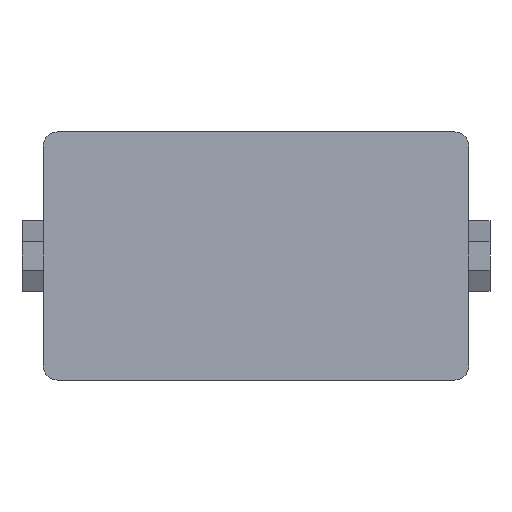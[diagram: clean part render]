
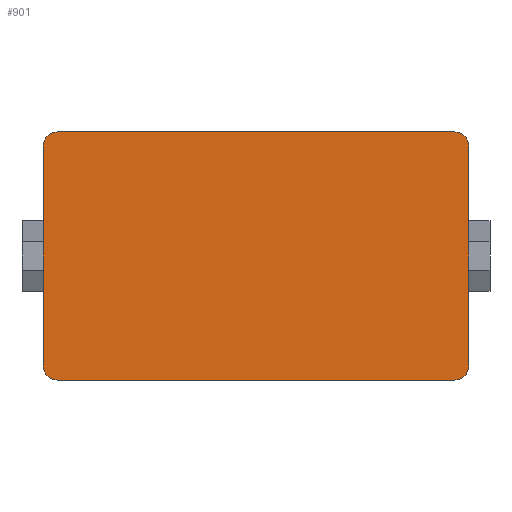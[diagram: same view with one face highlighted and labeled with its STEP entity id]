
A CAD part, front view. The second image highlights one B-rep face of the part: STEP entity #901.
In plain terms, the highlighted planar face has unit normal (0, -1, 0).
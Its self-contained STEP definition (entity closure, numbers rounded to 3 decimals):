
#42=PLANE('',#982);
#88=FACE_OUTER_BOUND('',#137,.T.);
#137=EDGE_LOOP('',(#696,#697,#698,#699,#700,#701,#702,#703,#704,#705,#706,
#707));
#203=LINE('',#1376,#307);
#207=LINE('',#1384,#311);
#210=LINE('',#1390,#314);
#211=LINE('',#1394,#315);
#212=LINE('',#1396,#316);
#213=LINE('',#1398,#317);
#214=LINE('',#1402,#318);
#215=LINE('',#1404,#319);
#307=VECTOR('',#1123,10.);
#311=VECTOR('',#1127,10.);
#314=VECTOR('',#1132,10.);
#315=VECTOR('',#1135,10.);
#316=VECTOR('',#1136,10.);
#317=VECTOR('',#1137,10.);
#318=VECTOR('',#1140,10.);
#319=VECTOR('',#1143,10.);
#397=CIRCLE('',#980,0.2);
#398=CIRCLE('',#983,0.2);
#399=CIRCLE('',#984,0.2);
#400=CIRCLE('',#985,0.2);
#438=VERTEX_POINT('',#1369);
#439=VERTEX_POINT('',#1371);
#440=VERTEX_POINT('',#1375);
#443=VERTEX_POINT('',#1381);
#444=VERTEX_POINT('',#1383);
#446=VERTEX_POINT('',#1389);
#447=VERTEX_POINT('',#1391);
#448=VERTEX_POINT('',#1393);
#449=VERTEX_POINT('',#1395);
#450=VERTEX_POINT('',#1397);
#451=VERTEX_POINT('',#1399);
#452=VERTEX_POINT('',#1401);
#535=EDGE_CURVE('',#438,#439,#397,.T.);
#537=EDGE_CURVE('',#440,#439,#203,.T.);
#541=EDGE_CURVE('',#444,#443,#207,.T.);
#544=EDGE_CURVE('',#438,#446,#210,.T.);
#545=EDGE_CURVE('',#447,#446,#398,.T.);
#546=EDGE_CURVE('',#447,#448,#211,.T.);
#547=EDGE_CURVE('',#448,#449,#212,.T.);
#548=EDGE_CURVE('',#449,#450,#213,.T.);
#549=EDGE_CURVE('',#451,#450,#399,.T.);
#550=EDGE_CURVE('',#451,#452,#214,.T.);
#551=EDGE_CURVE('',#444,#452,#400,.T.);
#552=EDGE_CURVE('',#443,#440,#215,.T.);
#696=ORIENTED_EDGE('',*,*,#535,.F.);
#697=ORIENTED_EDGE('',*,*,#544,.T.);
#698=ORIENTED_EDGE('',*,*,#545,.F.);
#699=ORIENTED_EDGE('',*,*,#546,.T.);
#700=ORIENTED_EDGE('',*,*,#547,.T.);
#701=ORIENTED_EDGE('',*,*,#548,.T.);
#702=ORIENTED_EDGE('',*,*,#549,.F.);
#703=ORIENTED_EDGE('',*,*,#550,.T.);
#704=ORIENTED_EDGE('',*,*,#551,.F.);
#705=ORIENTED_EDGE('',*,*,#541,.T.);
#706=ORIENTED_EDGE('',*,*,#552,.T.);
#707=ORIENTED_EDGE('',*,*,#537,.T.);
#901=ADVANCED_FACE('',(#88),#42,.F.);
#980=AXIS2_PLACEMENT_3D('',#1372,#1118,#1119);
#982=AXIS2_PLACEMENT_3D('',#1388,#1130,#1131);
#983=AXIS2_PLACEMENT_3D('',#1392,#1133,#1134);
#984=AXIS2_PLACEMENT_3D('',#1400,#1138,#1139);
#985=AXIS2_PLACEMENT_3D('',#1403,#1141,#1142);
#1118=DIRECTION('center_axis',(0.,1.,0.));
#1119=DIRECTION('ref_axis',(-0.707,0.,-0.707));
#1123=DIRECTION('',(0.,0.,-1.));
#1127=DIRECTION('',(0.,0.,-1.));
#1130=DIRECTION('center_axis',(0.,1.,0.));
#1131=DIRECTION('ref_axis',(1.,0.,0.));
#1132=DIRECTION('',(1.,0.,0.));
#1133=DIRECTION('center_axis',(0.,1.,0.));
#1134=DIRECTION('ref_axis',(0.707,0.,-0.707));
#1135=DIRECTION('',(0.,0.,1.));
#1136=DIRECTION('',(0.,0.,1.));
#1137=DIRECTION('',(0.,0.,1.));
#1138=DIRECTION('center_axis',(0.,1.,0.));
#1139=DIRECTION('ref_axis',(0.707,0.,0.707));
#1140=DIRECTION('',(-1.,0.,0.));
#1141=DIRECTION('center_axis',(0.,1.,0.));
#1142=DIRECTION('ref_axis',(-0.707,0.,0.707));
#1143=DIRECTION('',(0.,0.,-1.));
#1369=CARTESIAN_POINT('',(-2.8,0.,-1.75));
#1371=CARTESIAN_POINT('',(-3.,0.,-1.55));
#1372=CARTESIAN_POINT('Origin',(-2.8,0.,-1.55));
#1375=CARTESIAN_POINT('',(-3.,0.,-0.5));
#1376=CARTESIAN_POINT('',(-3.,0.,1.75));
#1381=CARTESIAN_POINT('',(-3.,0.,0.5));
#1383=CARTESIAN_POINT('',(-3.,0.,1.55));
#1384=CARTESIAN_POINT('',(-3.,0.,1.75));
#1388=CARTESIAN_POINT('Origin',(0.,0.,0.));
#1389=CARTESIAN_POINT('',(2.8,0.,-1.75));
#1390=CARTESIAN_POINT('',(-3.,0.,-1.75));
#1391=CARTESIAN_POINT('',(3.,0.,-1.55));
#1392=CARTESIAN_POINT('Origin',(2.8,0.,-1.55));
#1393=CARTESIAN_POINT('',(3.,0.,-0.5));
#1394=CARTESIAN_POINT('',(3.,0.,-1.75));
#1395=CARTESIAN_POINT('',(3.,0.,0.5));
#1396=CARTESIAN_POINT('',(3.,0.,-1.75));
#1397=CARTESIAN_POINT('',(3.,0.,1.55));
#1398=CARTESIAN_POINT('',(3.,0.,-1.75));
#1399=CARTESIAN_POINT('',(2.8,0.,1.75));
#1400=CARTESIAN_POINT('Origin',(2.8,0.,1.55));
#1401=CARTESIAN_POINT('',(-2.8,0.,1.75));
#1402=CARTESIAN_POINT('',(3.,0.,1.75));
#1403=CARTESIAN_POINT('Origin',(-2.8,0.,1.55));
#1404=CARTESIAN_POINT('',(-3.,0.,1.75));
